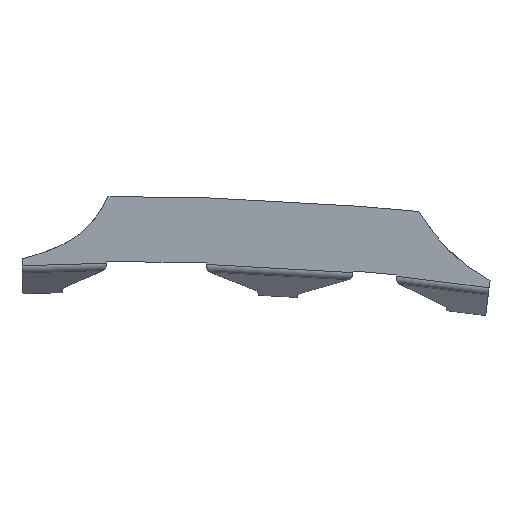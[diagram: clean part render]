
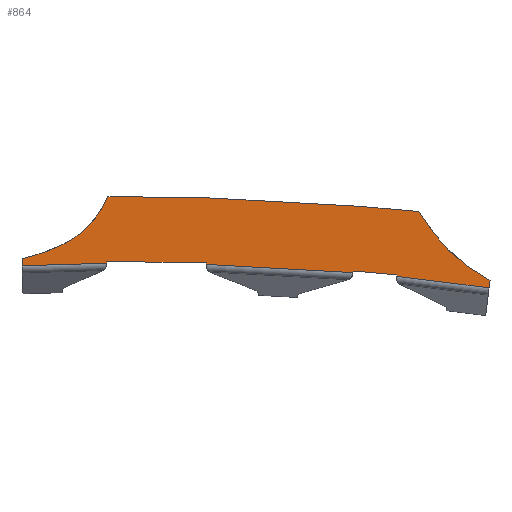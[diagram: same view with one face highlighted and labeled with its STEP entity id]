
A CAD part, left-side view. The second image highlights one B-rep face of the part: STEP entity #864.
In plain terms, the highlighted planar face has unit normal (-1, 0, 0).
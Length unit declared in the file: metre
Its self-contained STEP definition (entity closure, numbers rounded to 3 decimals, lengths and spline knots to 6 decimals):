
#49=B_SPLINE_CURVE_WITH_KNOTS('',3,(#1202,#1203,#1204,#1205,#1206,#1207,
#1208),.UNSPECIFIED.,.F.,.F.,(4,1,1,1,4),(0.,0.193776,0.591642,
0.845482,1.),.UNSPECIFIED.);
#55=B_SPLINE_CURVE_WITH_KNOTS('',3,(#1308,#1309,#1310,#1311,#1312,#1313,
#1314),.UNSPECIFIED.,.F.,.F.,(4,1,1,1,4),(0.,0.245552,0.618015,
0.836845,1.),.UNSPECIFIED.);
#148=ORIENTED_EDGE('',*,*,#365,.F.);
#149=ORIENTED_EDGE('',*,*,#362,.F.);
#150=ORIENTED_EDGE('',*,*,#359,.F.);
#151=ORIENTED_EDGE('',*,*,#356,.F.);
#152=ORIENTED_EDGE('',*,*,#353,.F.);
#153=ORIENTED_EDGE('',*,*,#373,.F.);
#154=ORIENTED_EDGE('',*,*,#349,.F.);
#155=ORIENTED_EDGE('',*,*,#346,.F.);
#156=ORIENTED_EDGE('',*,*,#343,.F.);
#157=ORIENTED_EDGE('',*,*,#374,.F.);
#158=ORIENTED_EDGE('',*,*,#339,.F.);
#159=ORIENTED_EDGE('',*,*,#336,.F.);
#160=ORIENTED_EDGE('',*,*,#333,.F.);
#161=ORIENTED_EDGE('',*,*,#375,.F.);
#162=ORIENTED_EDGE('',*,*,#329,.F.);
#163=ORIENTED_EDGE('',*,*,#326,.F.);
#164=ORIENTED_EDGE('',*,*,#323,.F.);
#165=ORIENTED_EDGE('',*,*,#368,.F.);
#323=EDGE_CURVE('',#448,#450,#525,.T.);
#326=EDGE_CURVE('',#450,#452,#49,.F.);
#329=EDGE_CURVE('',#452,#454,#528,.T.);
#333=EDGE_CURVE('',#456,#458,#531,.T.);
#336=EDGE_CURVE('',#458,#460,#534,.T.);
#339=EDGE_CURVE('',#460,#462,#537,.F.);
#343=EDGE_CURVE('',#464,#466,#539,.T.);
#346=EDGE_CURVE('',#466,#468,#542,.T.);
#349=EDGE_CURVE('',#468,#470,#545,.T.);
#353=EDGE_CURVE('',#472,#474,#548,.T.);
#356=EDGE_CURVE('',#474,#476,#55,.F.);
#359=EDGE_CURVE('',#476,#478,#551,.T.);
#362=EDGE_CURVE('',#478,#480,#554,.T.);
#365=EDGE_CURVE('',#480,#482,#557,.T.);
#368=EDGE_CURVE('',#482,#448,#560,.T.);
#373=EDGE_CURVE('',#470,#472,#565,.F.);
#374=EDGE_CURVE('',#462,#464,#566,.T.);
#375=EDGE_CURVE('',#454,#456,#567,.T.);
#448=VERTEX_POINT('',#1184);
#450=VERTEX_POINT('',#1187);
#452=VERTEX_POINT('',#1209);
#454=VERTEX_POINT('',#1221);
#456=VERTEX_POINT('',#1230);
#458=VERTEX_POINT('',#1233);
#460=VERTEX_POINT('',#1239);
#462=VERTEX_POINT('',#1245);
#464=VERTEX_POINT('',#1257);
#466=VERTEX_POINT('',#1260);
#468=VERTEX_POINT('',#1266);
#470=VERTEX_POINT('',#1272);
#472=VERTEX_POINT('',#1281);
#474=VERTEX_POINT('',#1284);
#476=VERTEX_POINT('',#1315);
#478=VERTEX_POINT('',#1330);
#480=VERTEX_POINT('',#1336);
#482=VERTEX_POINT('',#1342);
#525=LINE('',#1186,#617);
#528=LINE('',#1220,#620);
#531=LINE('',#1232,#623);
#534=LINE('',#1238,#626);
#537=LINE('',#1244,#629);
#539=LINE('',#1259,#631);
#542=LINE('',#1265,#634);
#545=LINE('',#1271,#637);
#548=LINE('',#1283,#640);
#551=LINE('',#1329,#643);
#554=LINE('',#1335,#646);
#557=LINE('',#1341,#649);
#560=LINE('',#1347,#652);
#565=LINE('',#1354,#657);
#566=LINE('',#1355,#658);
#567=LINE('',#1356,#659);
#617=VECTOR('',#976,1.);
#620=VECTOR('',#981,1.);
#623=VECTOR('',#986,1.);
#626=VECTOR('',#991,1.);
#629=VECTOR('',#996,1.);
#631=VECTOR('',#1000,1.);
#634=VECTOR('',#1005,1.);
#637=VECTOR('',#1010,1.);
#640=VECTOR('',#1015,1.);
#643=VECTOR('',#1020,1.);
#646=VECTOR('',#1025,1.);
#649=VECTOR('',#1030,1.);
#652=VECTOR('',#1035,1.);
#657=VECTOR('',#1044,1.);
#658=VECTOR('',#1045,1.);
#659=VECTOR('',#1046,1.);
#724=EDGE_LOOP('',(#148,#149,#150,#151,#152,#153,#154,#155,#156,#157,#158,
#159,#160,#161,#162,#163,#164,#165));
#776=FACE_BOUND('',#724,.T.);
#826=PLANE('',#927);
#864=ADVANCED_FACE('',(#776),#826,.F.);
#927=AXIS2_PLACEMENT_3D('',#1353,#1042,#1043);
#976=DIRECTION('',(0.,-0.996,-0.086));
#981=DIRECTION('',(0.,0.123,-0.992));
#986=DIRECTION('',(0.,-0.123,0.992));
#991=DIRECTION('',(0.,0.996,0.086));
#996=DIRECTION('',(0.,-0.086,0.996));
#1000=DIRECTION('',(0.,-0.014,1.));
#1005=DIRECTION('',(0.,1.,0.014));
#1010=DIRECTION('',(0.,0.014,-1.));
#1015=DIRECTION('',(0.,0.029,1.));
#1020=DIRECTION('',(0.,-1.,-0.014));
#1025=DIRECTION('',(0.,-1.,-0.014));
#1030=DIRECTION('',(0.,-0.998,-0.056));
#1035=DIRECTION('',(0.,-0.996,-0.086));
#1042=DIRECTION('',(1.,0.,0.));
#1043=DIRECTION('',(0.,0.,-1.));
#1044=DIRECTION('',(0.,-1.,0.029));
#1045=DIRECTION('',(0.,0.998,0.055));
#1046=DIRECTION('',(0.,0.992,0.123));
#1184=CARTESIAN_POINT('',(0.001588,-0.198572,0.231585));
#1186=CARTESIAN_POINT('',(0.001588,-0.036477,0.245594));
#1187=CARTESIAN_POINT('',(0.001588,-0.208497,0.230727));
#1202=CARTESIAN_POINT('',(0.001588,-0.252036,0.188547));
#1203=CARTESIAN_POINT('',(0.001588,-0.237823,0.196252));
#1204=CARTESIAN_POINT('',(0.001588,-0.192565,0.228186));
#1205=CARTESIAN_POINT('',(0.001588,-0.114067,0.483882));
#1206=CARTESIAN_POINT('',(0.001588,-0.066602,0.571356));
#1207=CARTESIAN_POINT('',(0.001588,-0.03359,0.598683));
#1208=CARTESIAN_POINT('',(0.001588,-0.025386,0.599943));
#1209=CARTESIAN_POINT('',(0.001588,-0.252036,0.188547));
#1220=CARTESIAN_POINT('',(0.001588,-0.25145,0.183821));
#1221=CARTESIAN_POINT('',(0.001588,-0.251481,0.184068));
#1230=CARTESIAN_POINT('',(0.001588,-0.195035,0.191068));
#1232=CARTESIAN_POINT('',(0.001588,-0.194988,0.190691));
#1233=CARTESIAN_POINT('',(0.001588,-0.195152,0.192013));
#1238=CARTESIAN_POINT('',(0.001588,-0.214371,0.190352));
#1239=CARTESIAN_POINT('',(0.001588,-0.16835,0.194329));
#1244=CARTESIAN_POINT('',(0.001588,-0.168161,0.192139));
#1245=CARTESIAN_POINT('',(0.001588,-0.168269,0.193384));
#1257=CARTESIAN_POINT('',(0.001588,-0.07868,0.198353));
#1259=CARTESIAN_POINT('',(0.001588,-0.078709,0.200412));
#1260=CARTESIAN_POINT('',(0.001588,-0.078693,0.199302));
#1265=CARTESIAN_POINT('',(0.001588,-0.04165,0.199839));
#1266=CARTESIAN_POINT('',(0.001588,-0.017856,0.200184));
#1271=CARTESIAN_POINT('',(0.001588,-0.017453,0.172374));
#1272=CARTESIAN_POINT('',(0.001588,-0.01784,0.199074));
#1281=CARTESIAN_POINT('',(0.001588,0.033743,0.19756));
#1283=CARTESIAN_POINT('',(0.001588,0.033869,0.201879));
#1284=CARTESIAN_POINT('',(0.001588,0.03387,0.201914));
#1308=CARTESIAN_POINT('',(0.001588,-0.025386,0.599943));
#1309=CARTESIAN_POINT('',(0.001588,-0.030776,0.573447));
#1310=CARTESIAN_POINT('',(0.001588,-0.046166,0.50781));
#1311=CARTESIAN_POINT('',(0.001588,-0.035975,0.292467));
#1312=CARTESIAN_POINT('',(0.001588,-0.014341,0.215735));
#1313=CARTESIAN_POINT('',(0.001588,0.022953,0.204511));
#1314=CARTESIAN_POINT('',(0.001588,0.03387,0.201914));
#1315=CARTESIAN_POINT('',(0.001587,-0.018461,0.239867));
#1329=CARTESIAN_POINT('',(0.001588,-0.03442,0.239635));
#1330=CARTESIAN_POINT('',(0.001588,-0.019991,0.239844));
#1335=CARTESIAN_POINT('',(0.001588,-0.03442,0.239635));
#1336=CARTESIAN_POINT('',(0.001588,-0.080861,0.238962));
#1341=CARTESIAN_POINT('',(0.001588,-0.035406,0.241493));
#1342=CARTESIAN_POINT('',(0.001588,-0.171746,0.233903));
#1347=CARTESIAN_POINT('',(0.001588,-0.036477,0.245594));
#1353=CARTESIAN_POINT('',(0.001588,-0.03411,0.218206));
#1354=CARTESIAN_POINT('',(0.001588,-0.034657,0.199567));
#1355=CARTESIAN_POINT('',(0.001588,-0.033149,0.200878));
#1356=CARTESIAN_POINT('',(0.001588,-0.033233,0.211134));
